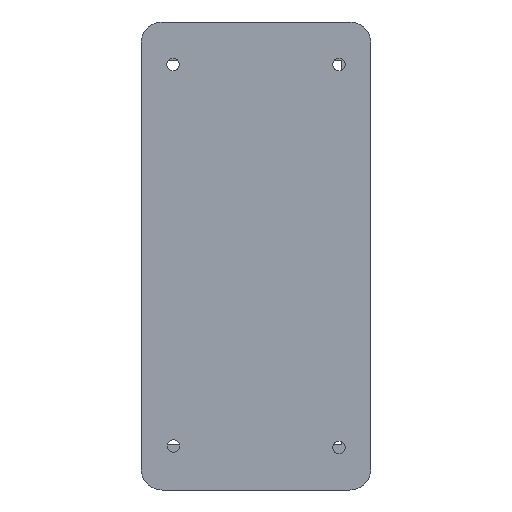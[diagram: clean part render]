
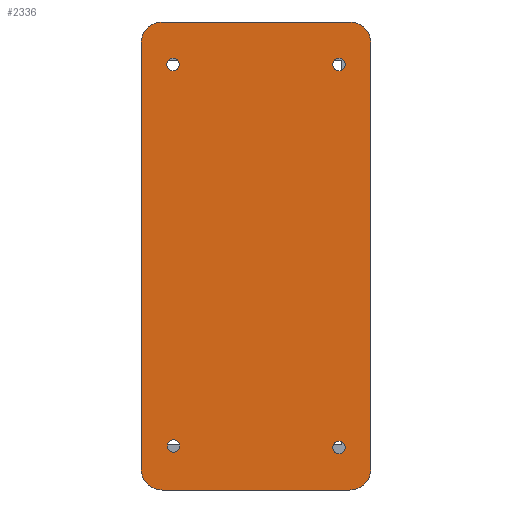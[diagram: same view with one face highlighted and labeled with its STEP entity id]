
A CAD part, front view. The second image highlights one B-rep face of the part: STEP entity #2336.
In plain terms, the highlighted planar face has unit normal (0, -1, 0).
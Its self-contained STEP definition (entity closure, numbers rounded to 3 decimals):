
#35=FACE_BOUND('',#299,.T.);
#36=FACE_BOUND('',#300,.T.);
#37=FACE_BOUND('',#301,.T.);
#38=FACE_BOUND('',#302,.T.);
#105=CIRCLE('',#2533,5.);
#106=CIRCLE('',#2536,5.);
#107=CIRCLE('',#2537,5.);
#108=CIRCLE('',#2538,5.);
#109=CIRCLE('',#2539,1.45);
#110=CIRCLE('',#2540,1.45);
#111=CIRCLE('',#2541,1.45);
#112=CIRCLE('',#2542,1.45);
#170=FACE_OUTER_BOUND('',#298,.T.);
#298=EDGE_LOOP('',(#1725,#1726,#1727,#1728,#1729,#1730,#1731,#1732));
#299=EDGE_LOOP('',(#1733));
#300=EDGE_LOOP('',(#1734));
#301=EDGE_LOOP('',(#1735));
#302=EDGE_LOOP('',(#1736));
#485=LINE('',#3497,#773);
#487=LINE('',#3501,#775);
#488=LINE('',#3505,#776);
#489=LINE('',#3509,#777);
#773=VECTOR('',#2860,10.);
#775=VECTOR('',#2864,10.);
#776=VECTOR('',#2867,10.);
#777=VECTOR('',#2870,10.);
#1045=VERTEX_POINT('',#3490);
#1046=VERTEX_POINT('',#3492);
#1047=VERTEX_POINT('',#3496);
#1048=VERTEX_POINT('',#3500);
#1049=VERTEX_POINT('',#3502);
#1050=VERTEX_POINT('',#3504);
#1051=VERTEX_POINT('',#3506);
#1052=VERTEX_POINT('',#3508);
#1053=VERTEX_POINT('',#3511);
#1054=VERTEX_POINT('',#3513);
#1055=VERTEX_POINT('',#3515);
#1056=VERTEX_POINT('',#3517);
#1296=EDGE_CURVE('',#1045,#1046,#105,.T.);
#1298=EDGE_CURVE('',#1046,#1047,#485,.T.);
#1300=EDGE_CURVE('',#1048,#1045,#487,.T.);
#1301=EDGE_CURVE('',#1049,#1048,#106,.T.);
#1302=EDGE_CURVE('',#1050,#1049,#488,.T.);
#1303=EDGE_CURVE('',#1051,#1050,#107,.T.);
#1304=EDGE_CURVE('',#1052,#1051,#489,.T.);
#1305=EDGE_CURVE('',#1047,#1052,#108,.T.);
#1306=EDGE_CURVE('',#1053,#1053,#109,.T.);
#1307=EDGE_CURVE('',#1054,#1054,#110,.T.);
#1308=EDGE_CURVE('',#1055,#1055,#111,.T.);
#1309=EDGE_CURVE('',#1056,#1056,#112,.T.);
#1725=ORIENTED_EDGE('',*,*,#1296,.F.);
#1726=ORIENTED_EDGE('',*,*,#1300,.F.);
#1727=ORIENTED_EDGE('',*,*,#1301,.F.);
#1728=ORIENTED_EDGE('',*,*,#1302,.F.);
#1729=ORIENTED_EDGE('',*,*,#1303,.F.);
#1730=ORIENTED_EDGE('',*,*,#1304,.F.);
#1731=ORIENTED_EDGE('',*,*,#1305,.F.);
#1732=ORIENTED_EDGE('',*,*,#1298,.F.);
#1733=ORIENTED_EDGE('',*,*,#1306,.T.);
#1734=ORIENTED_EDGE('',*,*,#1307,.T.);
#1735=ORIENTED_EDGE('',*,*,#1308,.T.);
#1736=ORIENTED_EDGE('',*,*,#1309,.T.);
#2229=PLANE('',#2535);
#2336=ADVANCED_FACE('',(#170,#35,#36,#37,#38),#2229,.F.);
#2533=AXIS2_PLACEMENT_3D('',#3493,#2855,#2856);
#2535=AXIS2_PLACEMENT_3D('',#3499,#2862,#2863);
#2536=AXIS2_PLACEMENT_3D('',#3503,#2865,#2866);
#2537=AXIS2_PLACEMENT_3D('',#3507,#2868,#2869);
#2538=AXIS2_PLACEMENT_3D('',#3510,#2871,#2872);
#2539=AXIS2_PLACEMENT_3D('',#3512,#2873,#2874);
#2540=AXIS2_PLACEMENT_3D('',#3514,#2875,#2876);
#2541=AXIS2_PLACEMENT_3D('',#3516,#2877,#2878);
#2542=AXIS2_PLACEMENT_3D('',#3518,#2879,#2880);
#2855=DIRECTION('center_axis',(0.,1.,0.));
#2856=DIRECTION('ref_axis',(0.707,0.,-0.707));
#2860=DIRECTION('',(-1.,0.,0.));
#2862=DIRECTION('center_axis',(0.,1.,0.));
#2863=DIRECTION('ref_axis',(0.,0.,1.));
#2864=DIRECTION('',(0.,0.,-1.));
#2865=DIRECTION('center_axis',(0.,1.,0.));
#2866=DIRECTION('ref_axis',(0.707,0.,0.707));
#2867=DIRECTION('',(1.,0.,0.));
#2868=DIRECTION('center_axis',(0.,1.,0.));
#2869=DIRECTION('ref_axis',(-0.707,0.,0.707));
#2870=DIRECTION('',(0.,0.,1.));
#2871=DIRECTION('center_axis',(0.,1.,0.));
#2872=DIRECTION('ref_axis',(-0.707,0.,-0.707));
#2873=DIRECTION('center_axis',(0.,1.,0.));
#2874=DIRECTION('ref_axis',(1.,0.,0.));
#2875=DIRECTION('center_axis',(0.,1.,0.));
#2876=DIRECTION('ref_axis',(1.,0.,0.));
#2877=DIRECTION('center_axis',(0.,1.,0.));
#2878=DIRECTION('ref_axis',(1.,0.,0.));
#2879=DIRECTION('center_axis',(0.,1.,0.));
#2880=DIRECTION('ref_axis',(1.,0.,0.));
#3490=CARTESIAN_POINT('',(27.,0.,-50.));
#3492=CARTESIAN_POINT('',(22.,0.,-55.));
#3493=CARTESIAN_POINT('Origin',(22.,0.,-50.));
#3496=CARTESIAN_POINT('',(-22.,0.,-55.));
#3497=CARTESIAN_POINT('',(27.,0.,-55.));
#3499=CARTESIAN_POINT('Origin',(0.,0.,0.));
#3500=CARTESIAN_POINT('',(27.,0.,50.));
#3501=CARTESIAN_POINT('',(27.,0.,55.));
#3502=CARTESIAN_POINT('',(22.,0.,55.));
#3503=CARTESIAN_POINT('Origin',(22.,0.,50.));
#3504=CARTESIAN_POINT('',(-22.,0.,55.));
#3505=CARTESIAN_POINT('',(-27.,0.,55.));
#3506=CARTESIAN_POINT('',(-27.,0.,50.));
#3507=CARTESIAN_POINT('Origin',(-22.,0.,50.));
#3508=CARTESIAN_POINT('',(-27.,0.,-50.));
#3509=CARTESIAN_POINT('',(-27.,0.,-55.));
#3510=CARTESIAN_POINT('Origin',(-22.,0.,-50.));
#3511=CARTESIAN_POINT('',(18.05,0.,-45.));
#3512=CARTESIAN_POINT('Origin',(19.5,0.,-45.));
#3513=CARTESIAN_POINT('',(-20.805,0.,-44.666));
#3514=CARTESIAN_POINT('Origin',(-19.355,0.,-44.666));
#3515=CARTESIAN_POINT('',(18.05,0.,45.));
#3516=CARTESIAN_POINT('Origin',(19.5,0.,45.));
#3517=CARTESIAN_POINT('',(-20.95,0.,45.));
#3518=CARTESIAN_POINT('Origin',(-19.5,0.,45.));
